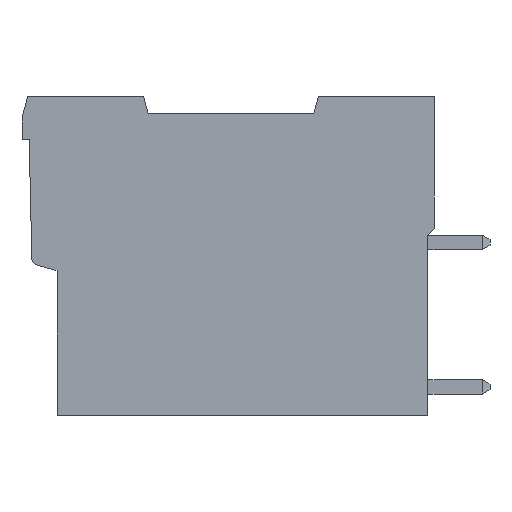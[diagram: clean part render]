
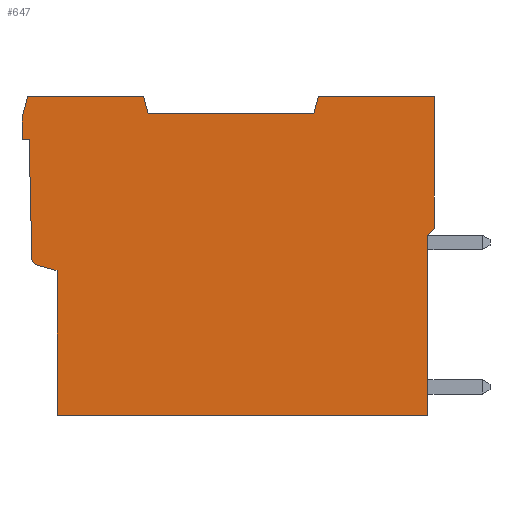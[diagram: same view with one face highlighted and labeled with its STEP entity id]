
A CAD part, left-side view. The second image highlights one B-rep face of the part: STEP entity #647.
In plain terms, the highlighted planar face has unit normal (-1, 0, 0).
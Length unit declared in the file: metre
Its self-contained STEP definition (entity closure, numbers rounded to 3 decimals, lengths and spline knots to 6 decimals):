
#647=ADVANCED_FACE('',(#1327),#1328,.F.);
#1327=FACE_OUTER_BOUND('',#2029,.T.);
#1328=PLANE('',#2030);
#2029=EDGE_LOOP('',(#3950,#3951,#3952,#3953,#3954,#3955,#3956,#3957,#3958,#3959,#3960,#3961,#3962,#3963,#3964,#3965));
#2030=AXIS2_PLACEMENT_3D('',#3966,#3967,#3968);
#3950=ORIENTED_EDGE('',*,*,#4560,.F.);
#3951=ORIENTED_EDGE('',*,*,#4914,.F.);
#3952=ORIENTED_EDGE('',*,*,#4845,.F.);
#3953=ORIENTED_EDGE('',*,*,#4504,.F.);
#3954=ORIENTED_EDGE('',*,*,#4265,.F.);
#3955=ORIENTED_EDGE('',*,*,#4936,.F.);
#3956=ORIENTED_EDGE('',*,*,#4982,.F.);
#3957=ORIENTED_EDGE('',*,*,#4297,.F.);
#3958=ORIENTED_EDGE('',*,*,#4518,.F.);
#3959=ORIENTED_EDGE('',*,*,#4639,.F.);
#3960=ORIENTED_EDGE('',*,*,#4672,.F.);
#3961=ORIENTED_EDGE('',*,*,#4900,.F.);
#3962=ORIENTED_EDGE('',*,*,#4718,.F.);
#3963=ORIENTED_EDGE('',*,*,#4883,.F.);
#3964=ORIENTED_EDGE('',*,*,#4228,.F.);
#3965=ORIENTED_EDGE('',*,*,#4962,.F.);
#3966=CARTESIAN_POINT('',(-0.04264,0.027636,-0.011321));
#3967=DIRECTION('',(1.0,0.,0.));
#3968=DIRECTION('',(0.,1.0,0.));
#4228=EDGE_CURVE('',#5058,#5060,#5061,.T.);
#4265=EDGE_CURVE('',#5126,#5122,#5128,.T.);
#4297=EDGE_CURVE('',#5184,#5180,#5186,.T.);
#4504=EDGE_CURVE('',#5122,#5524,#5527,.T.);
#4518=EDGE_CURVE('',#5546,#5184,#5548,.T.);
#4560=EDGE_CURVE('',#5613,#5591,#5615,.T.);
#4639=EDGE_CURVE('',#5732,#5546,#5734,.T.);
#4672=EDGE_CURVE('',#5778,#5732,#5780,.T.);
#4718=EDGE_CURVE('',#5847,#5831,#5849,.T.);
#4845=EDGE_CURVE('',#5524,#6021,#6024,.T.);
#4883=EDGE_CURVE('',#5060,#5847,#6073,.T.);
#4900=EDGE_CURVE('',#5831,#5778,#6093,.T.);
#4914=EDGE_CURVE('',#6021,#5613,#6110,.T.);
#4936=EDGE_CURVE('',#6134,#5126,#6136,.T.);
#4962=EDGE_CURVE('',#5591,#5058,#6166,.T.);
#4982=EDGE_CURVE('',#5180,#6134,#6187,.T.);
#5058=VERTEX_POINT('',#6270);
#5060=VERTEX_POINT('',#6273);
#5061=LINE('',#6274,#6275);
#5122=VERTEX_POINT('',#6363);
#5126=VERTEX_POINT('',#6369);
#5128=LINE('',#6372,#6373);
#5180=VERTEX_POINT('',#6449);
#5184=VERTEX_POINT('',#6455);
#5186=LINE('',#6458,#6459);
#5524=VERTEX_POINT('',#6943);
#5527=LINE('',#6948,#6949);
#5546=VERTEX_POINT('',#6975);
#5548=LINE('',#6978,#6979);
#5591=VERTEX_POINT('',#7042);
#5613=VERTEX_POINT('',#7074);
#5615=LINE('',#7077,#7078);
#5732=VERTEX_POINT('',#7251);
#5734=LINE('',#7254,#7255);
#5778=VERTEX_POINT('',#7325);
#5780=LINE('',#7328,#7329);
#5831=VERTEX_POINT('',#7405);
#5847=VERTEX_POINT('',#7431);
#5849=LINE('',#7434,#7435);
#6021=VERTEX_POINT('',#7692);
#6024=LINE('',#7697,#7698);
#6073=LINE('',#7773,#7774);
#6093=LINE('',#7801,#7802);
#6110=LINE('',#7825,#7826);
#6134=VERTEX_POINT('',#7859);
#6136=CIRCLE('',#7862,0.000495);
#6166=LINE('',#7906,#7907);
#6187=LINE('',#7937,#7938);
#6270=CARTESIAN_POINT('',(-0.04264,0.02,-0.001198));
#6273=CARTESIAN_POINT('',(-0.04264,0.00842,-0.001198));
#6274=CARTESIAN_POINT('',(-0.04264,0.00842,-0.001198));
#6275=VECTOR('',#8025,1.0);
#6363=CARTESIAN_POINT('',(-0.04264,0.02832,-0.003));
#6369=CARTESIAN_POINT('',(-0.04264,0.028131,-0.011332));
#6372=CARTESIAN_POINT('',(-0.04264,0.02832,-0.003));
#6373=VECTOR('',#8056,1.0);
#6449=CARTESIAN_POINT('',(-0.04264,0.02637,-0.012173));
#6455=CARTESIAN_POINT('',(-0.04264,0.02637,-0.0223));
#6458=CARTESIAN_POINT('',(-0.04264,0.02637,-0.012307));
#6459=VECTOR('',#8084,1.0);
#6943=CARTESIAN_POINT('',(-0.04264,0.02882,-0.003));
#6948=CARTESIAN_POINT('',(-0.04264,0.02882,-0.003));
#6949=VECTOR('',#8283,1.0);
#6975=CARTESIAN_POINT('',(-0.04264,0.0005,-0.0223));
#6978=CARTESIAN_POINT('',(-0.04264,0.02587,-0.0223));
#6979=VECTOR('',#8295,1.0);
#7042=CARTESIAN_POINT('',(-0.04264,0.020322,0.));
#7074=CARTESIAN_POINT('',(-0.04264,0.028418,0.));
#7077=CARTESIAN_POINT('',(-0.04264,0.020322,0.));
#7078=VECTOR('',#8333,1.0);
#7251=CARTESIAN_POINT('',(-0.04264,0.0005,-0.009703));
#7254=CARTESIAN_POINT('',(-0.04264,0.0005,-0.022307));
#7255=VECTOR('',#8403,1.0);
#7325=CARTESIAN_POINT('',(-0.04264,0.0,-0.009203));
#7328=CARTESIAN_POINT('',(-0.04264,0.0005,-0.009703));
#7329=VECTOR('',#8428,1.0);
#7405=CARTESIAN_POINT('',(-0.04264,0.0,0.));
#7431=CARTESIAN_POINT('',(-0.04264,0.008098,0.));
#7434=CARTESIAN_POINT('',(-0.04264,0.0,0.));
#7435=VECTOR('',#8465,1.0);
#7692=CARTESIAN_POINT('',(-0.04264,0.02882,-0.001495));
#7697=CARTESIAN_POINT('',(-0.04264,0.02882,-0.001495));
#7698=VECTOR('',#8571,1.0);
#7773=CARTESIAN_POINT('',(-0.04264,0.008098,0.));
#7774=VECTOR('',#8601,1.0);
#7801=CARTESIAN_POINT('',(-0.04264,0.0,-0.009203));
#7802=VECTOR('',#8615,1.0);
#7825=CARTESIAN_POINT('',(-0.04264,0.028418,0.));
#7826=VECTOR('',#8631,1.0);
#7859=CARTESIAN_POINT('',(-0.04264,0.027764,-0.011799));
#7862=AXIS2_PLACEMENT_3D('',#8651,#8652,#8653);
#7906=CARTESIAN_POINT('',(-0.04264,0.02,-0.001198));
#7907=VECTOR('',#8671,1.0);
#7937=CARTESIAN_POINT('',(-0.04264,0.027764,-0.011799));
#7938=VECTOR('',#8681,1.0);
#8025=DIRECTION('',(0.,-1.0,0.));
#8056=DIRECTION('',(0.,0.023,1.));
#8084=DIRECTION('',(0.,0.,1.0));
#8283=DIRECTION('',(0.,1.0,0.));
#8295=DIRECTION('',(0.,1.0,0.));
#8333=DIRECTION('',(0.,-1.0,0.));
#8403=DIRECTION('',(0.,0.,-1.0));
#8428=DIRECTION('',(0.,0.707,-0.707));
#8465=DIRECTION('',(0.,-1.0,0.));
#8571=DIRECTION('',(0.,0.,1.0));
#8601=DIRECTION('',(0.,-0.259,0.966));
#8615=DIRECTION('',(0.,0.,-1.0));
#8631=DIRECTION('',(0.,-0.26,0.966));
#8651=CARTESIAN_POINT('',(-0.04264,0.027636,-0.011321));
#8652=DIRECTION('',(1.0,0.,0.));
#8653=DIRECTION('',(0.,-0.786,0.618));
#8671=DIRECTION('',(0.,-0.259,-0.966));
#8681=DIRECTION('',(0.,0.966,0.259));
